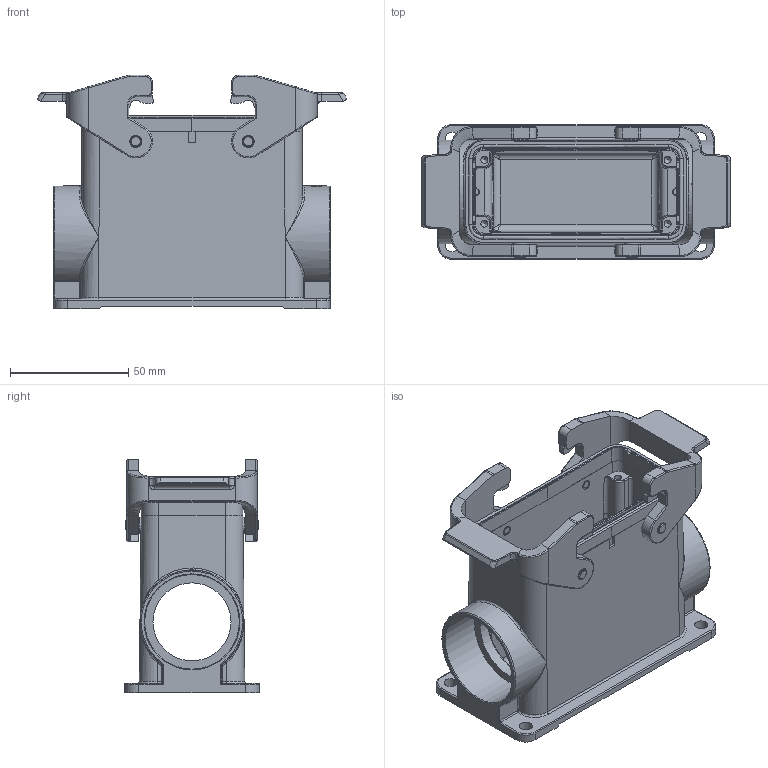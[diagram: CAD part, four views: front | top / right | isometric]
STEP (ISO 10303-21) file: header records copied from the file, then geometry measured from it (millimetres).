
FILE_DESCRIPTION(/* description */ (''),/* implementation_level */ '2;1');
FILE_NAME(/* name */ '100095413ugm000_d.stp',/* time_stamp */ '2017-11-03T10:38:05+01:00',/* author */ (''),/* organization */ (''),/* preprocessor_version */ 'ST-DEVELOPER v16',/* originating_system */ 'SIEMENS PLM Software NX 10.0',/* authorisation */ '');
FILE_SCHEMA (('AUTOMOTIVE_DESIGN { 1 0 10303 214 3 1 1 1 }'));
Length unit declared in the file: millimetre
Products named in the file (1): 100095413ugm000_d
Bounding box: 130.9 x 57 x 98.8 mm (x, y, z)
Volume: 140140.5 mm3; surface area: 70334.9 mm2
Topology: 7 solids, 7 shells, 778 faces, 2016 edges, 1267 vertices
Faces by surface type: plane 283, cylinder 281, bspline 166, torus 26, cone 22
Full cylindrical faces by diameter (mm): 0.77 x1, 2.95 x4, 3 x4, 4 x4, 4.8 x4, 5.1 x4, 5.6 x4, 7 x4, 33 x2, 40 x2
Entity records: 34580 total; most frequent: CARTESIAN_POINT 13182, ORIENTED_EDGE 3744, DIRECTION 3323, EDGE_CURVE 1872, AXIS2_PLACEMENT_3D 1209, VERTEX_POINT 1200, LINE 905, VECTOR 905
